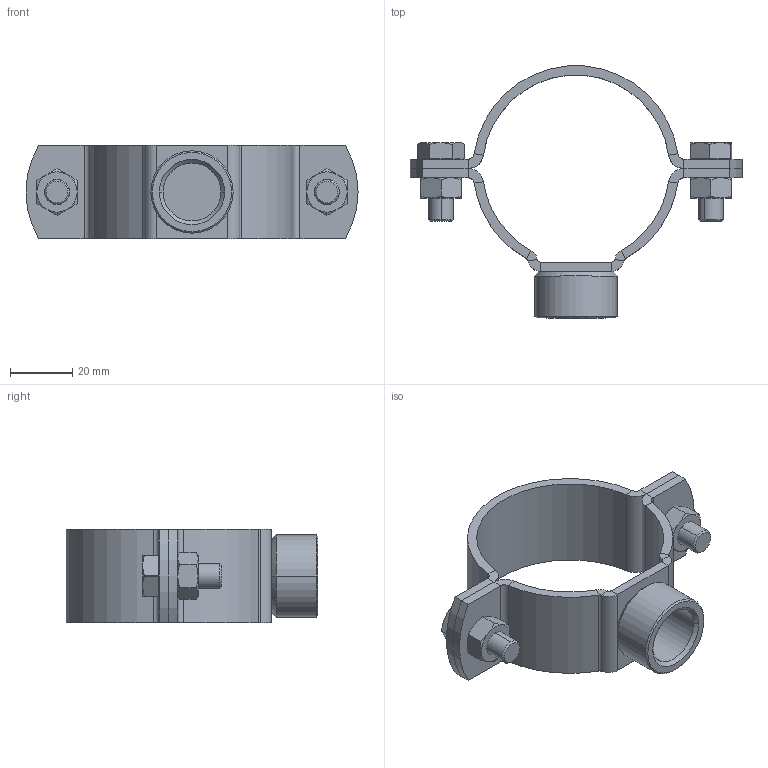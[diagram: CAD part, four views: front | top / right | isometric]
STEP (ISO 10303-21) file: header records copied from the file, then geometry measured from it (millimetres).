
FILE_DESCRIPTION (( 'STEP AP203' ), '1' );
FILE_NAME ('51.816.STEP', '2019-11-21T16:04:22', ( '' ), ( '' ), 'SwSTEP 2.0', 'SolidWorks 2019', '' );
FILE_SCHEMA (( 'CONFIG_CONTROL_DESIGN' ));
Length unit declared in the file: millimetre
Products named in the file (7): 1000003486; 51.816; 1000003369_07 - Gr. 59-62 - H-17104.007; 1000003262; 1000003380_07 - Gr. 59-62 - H-17105.607; 1000003360_07 - Gr. 59-62 - H- 17103.007; 1000003484
Assembly tree (8 placements, depth 3):
  51.816
    1000003380_07 - Gr. 59-62 - H-17105.607
      1000003369_07 - Gr. 59-62 - H-17104.007
      1000003262
    1000003360_07 - Gr. 59-62 - H- 17103.007
    1000003484  x2
    1000003486  x2
Bounding box: 107 x 81.18 x 30 mm (x, y, z)
Volume: 32775 mm3; surface area: 23966 mm2
Topology: 7 solids, 7 shells, 214 faces, 462 edges, 264 vertices
Faces by surface type: plane 90, cylinder 62, cone 62
Entity records: 4974 total; most frequent: CARTESIAN_POINT 861, DIRECTION 757, ORIENTED_EDGE 650, EDGE_CURVE 325, AXIS2_PLACEMENT_3D 304, VERTEX_POINT 184, EDGE_LOOP 165, FACE_OUTER_BOUND 152
